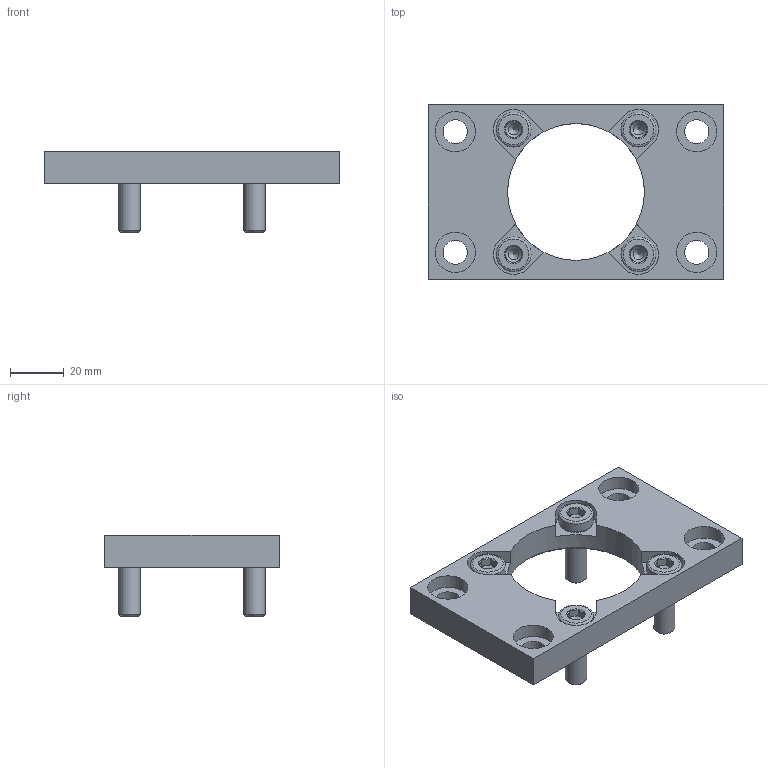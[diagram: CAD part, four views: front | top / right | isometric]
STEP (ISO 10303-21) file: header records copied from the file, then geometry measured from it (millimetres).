
FILE_DESCRIPTION(/* description */ ('STEP AP214'),/* implementation_level */ '2;1');
FILE_NAME(/* name */ '1405225_DAMF-F7-50',/* time_stamp */ '2024-08-06T12:19:52+02:00',/* author */ ('License CC BY-ND 4.0'),/* organization */ ('CADENAS'),/* preprocessor_version */ 'ST-DEVELOPER v19.3',/* originating_system */ 'PARTsolutions',/* authorisation */ ' ');
FILE_SCHEMA (('AUTOMOTIVE_DESIGN {1 0 10303 214 3 1 1}'));
Length unit declared in the file: millimetre
Products named in the file (3): 1405225 DAMF-F7-50; 1405225 DAMF-F7-50 (p); DIN-6912 - M8x25(F)
Assembly tree (5 placements, depth 2):
  1405225 DAMF-F7-50
    1405225 DAMF-F7-50 (p)
    DIN-6912 - M8x25(F)  x4
Bounding box: 110 x 65 x 30.2 mm (x, y, z)
Volume: 56803.9 mm3; surface area: 22908.9 mm2
Topology: 5 solids, 5 shells, 156 faces, 325 edges, 187 vertices
Faces by surface type: plane 82, cone 37, cylinder 29, torus 8
Full cylindrical faces by diameter (mm): 4 x4, 8 x4, 9 x8, 13 x4, 15 x4, 51 x1
Entity records: 1940 total; most frequent: DIRECTION 338, CARTESIAN_POINT 328, ORIENTED_EDGE 262, AXIS2_PLACEMENT_3D 138, EDGE_CURVE 131, FACE_BOUND 115, EDGE_LOOP 114, VERTEX_POINT 94
